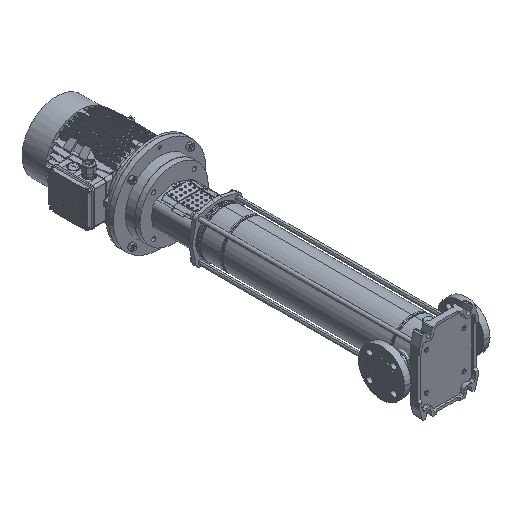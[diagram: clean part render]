
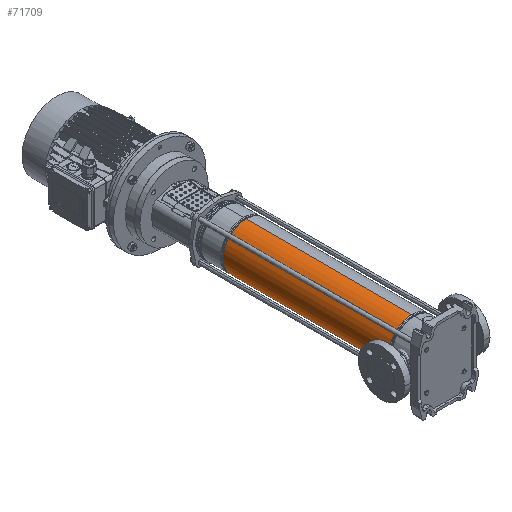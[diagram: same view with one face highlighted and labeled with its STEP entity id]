
A CAD part, isometric view. The second image highlights one B-rep face of the part: STEP entity #71709.
In plain terms, the highlighted cylindrical face has radius 74.9 mm (diameter 149.8 mm), a partial arc.
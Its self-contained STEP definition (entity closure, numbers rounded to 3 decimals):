
#1409 = CARTESIAN_POINT ( 'NONE',  ( 74.9, 0., 623.221 ) ) ;
#3675 = VERTEX_POINT ( 'NONE', #13478 ) ;
#4101 = AXIS2_PLACEMENT_3D ( 'NONE', #6581, #53800, #17092 ) ;
#4482 = VERTEX_POINT ( 'NONE', #55628 ) ;
#5811 = FACE_OUTER_BOUND ( 'NONE', #20684, .T. ) ;
#6581 = CARTESIAN_POINT ( 'NONE',  ( 0., 0., 0. ) ) ;
#8264 = VERTEX_POINT ( 'NONE', #66878 ) ;
#13478 = CARTESIAN_POINT ( 'NONE',  ( -74.9, 0., 623.221 ) ) ;
#14759 = CIRCLE ( 'NONE', #72092, 74.9 ) ;
#17092 = DIRECTION ( 'NONE',  ( -1., 0., 0. ) ) ;
#20511 = VERTEX_POINT ( 'NONE', #1409 ) ;
#20684 = EDGE_LOOP ( 'NONE', ( #48862, #73543, #28202, #45332 ) ) ;
#23089 = EDGE_CURVE ( 'NONE', #3675, #8264, #71520, .T. ) ;
#23860 = DIRECTION ( 'NONE',  ( 0., 0., -1. ) ) ;
#24965 = VECTOR ( 'NONE', #68669, 1000. ) ;
#28202 = ORIENTED_EDGE ( 'NONE', *, *, #48425, .T. ) ;
#31958 = CIRCLE ( 'NONE', #36991, 74.9 ) ;
#32145 = CARTESIAN_POINT ( 'NONE',  ( 0., 0., 87.279 ) ) ;
#33443 = EDGE_CURVE ( 'NONE', #3675, #20511, #14759, .T. ) ;
#33908 = CARTESIAN_POINT ( 'NONE',  ( 74.9, 0., 0. ) ) ;
#36667 = CARTESIAN_POINT ( 'NONE',  ( 0., 0., 623.221 ) ) ;
#36991 = AXIS2_PLACEMENT_3D ( 'NONE', #32145, #61440, #44649 ) ;
#39195 = EDGE_CURVE ( 'NONE', #20511, #4482, #56548, .T. ) ;
#44649 = DIRECTION ( 'NONE',  ( 1., 0., 0. ) ) ;
#45332 = ORIENTED_EDGE ( 'NONE', *, *, #23089, .F. ) ;
#46795 = CYLINDRICAL_SURFACE ( 'NONE', #4101, 74.9 ) ;
#48425 = EDGE_CURVE ( 'NONE', #4482, #8264, #31958, .T. ) ;
#48862 = ORIENTED_EDGE ( 'NONE', *, *, #33443, .T. ) ;
#53800 = DIRECTION ( 'NONE',  ( 0., 0., -1. ) ) ;
#54616 = DIRECTION ( 'NONE',  ( 1., 0., 0. ) ) ;
#55628 = CARTESIAN_POINT ( 'NONE',  ( 74.9, 0., 87.279 ) ) ;
#56548 = LINE ( 'NONE', #33908, #24965 ) ;
#60470 = DIRECTION ( 'NONE',  ( 0., 0., -1. ) ) ;
#61440 = DIRECTION ( 'NONE',  ( 0., 0., 1. ) ) ;
#66878 = CARTESIAN_POINT ( 'NONE',  ( -74.9, 0., 87.279 ) ) ;
#68669 = DIRECTION ( 'NONE',  ( 0., 0., -1. ) ) ;
#69973 = VECTOR ( 'NONE', #23860, 1000. ) ;
#71520 = LINE ( 'NONE', #76958, #69973 ) ;
#71709 = ADVANCED_FACE ( 'NONE', ( #5811 ), #46795, .T. ) ;
#72092 = AXIS2_PLACEMENT_3D ( 'NONE', #36667, #60470, #54616 ) ;
#73543 = ORIENTED_EDGE ( 'NONE', *, *, #39195, .T. ) ;
#76958 = CARTESIAN_POINT ( 'NONE',  ( -74.9, 0., 0. ) ) ;
